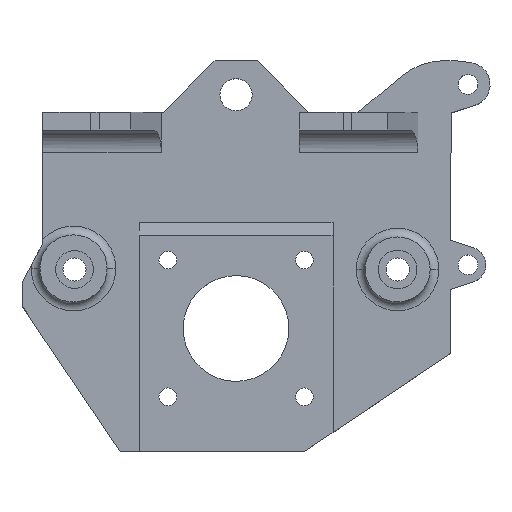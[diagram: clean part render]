
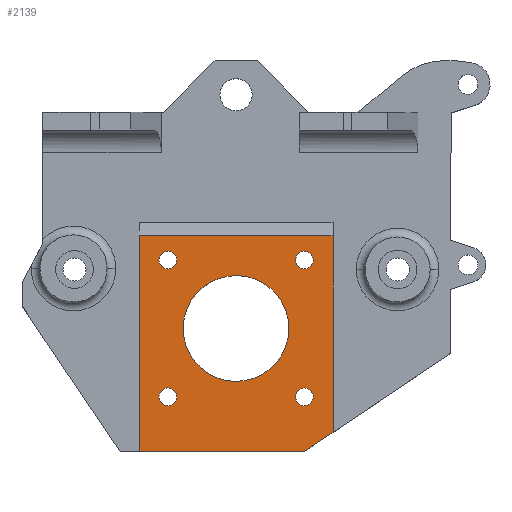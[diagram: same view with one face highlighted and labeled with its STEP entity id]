
A CAD part, top view. The second image highlights one B-rep face of the part: STEP entity #2139.
In plain terms, the highlighted planar face has unit normal (0, 0, 1).
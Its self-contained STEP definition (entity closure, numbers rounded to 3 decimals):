
#70=CARTESIAN_POINT('Vertex',(-19.501,-47.809,14.314)) ;
#73=CARTESIAN_POINT('Line Origine',(-19.501,-23.357,14.314)) ;
#77=CARTESIAN_POINT('Vertex',(-19.501,1.096,14.314)) ;
#118=CARTESIAN_POINT('Line Origine',(2.499,1.096,14.314)) ;
#122=CARTESIAN_POINT('Vertex',(24.499,1.096,14.314)) ;
#239=CARTESIAN_POINT('Axis2P3D Location',(2.499,-19.904,14.314)) ;
#243=CARTESIAN_POINT('Vertex',(-8.032,-25.657,14.314)) ;
#245=CARTESIAN_POINT('Vertex',(13.03,-14.151,14.314)) ;
#274=CARTESIAN_POINT('Axis2P3D Location',(2.499,-19.904,14.314)) ;
#296=CARTESIAN_POINT('Axis2P3D Location',(-13.001,-35.404,14.314)) ;
#300=CARTESIAN_POINT('Vertex',(-15.001,-35.404,14.314)) ;
#302=CARTESIAN_POINT('Vertex',(-11.001,-35.404,14.314)) ;
#331=CARTESIAN_POINT('Axis2P3D Location',(-13.001,-35.404,14.314)) ;
#353=CARTESIAN_POINT('Axis2P3D Location',(17.999,-4.404,14.314)) ;
#357=CARTESIAN_POINT('Vertex',(19.999,-4.404,14.314)) ;
#359=CARTESIAN_POINT('Vertex',(15.999,-4.404,14.314)) ;
#388=CARTESIAN_POINT('Axis2P3D Location',(17.999,-4.404,14.314)) ;
#410=CARTESIAN_POINT('Axis2P3D Location',(-13.001,-4.404,14.314)) ;
#414=CARTESIAN_POINT('Vertex',(-13.001,-2.404,14.314)) ;
#416=CARTESIAN_POINT('Vertex',(-13.001,-6.404,14.314)) ;
#445=CARTESIAN_POINT('Axis2P3D Location',(-13.001,-4.404,14.314)) ;
#467=CARTESIAN_POINT('Axis2P3D Location',(17.999,-35.404,14.314)) ;
#471=CARTESIAN_POINT('Vertex',(15.999,-35.404,14.314)) ;
#473=CARTESIAN_POINT('Vertex',(19.999,-35.404,14.314)) ;
#502=CARTESIAN_POINT('Axis2P3D Location',(17.999,-35.404,14.314)) ;
#2088=CARTESIAN_POINT('Axis2P3D Location',(0.,-3.904,14.314)) ;
#2093=CARTESIAN_POINT('Line Origine',(24.499,-21.192,14.314)) ;
#2097=CARTESIAN_POINT('Vertex',(24.499,-43.479,14.314)) ;
#2100=CARTESIAN_POINT('Line Origine',(-0.711,-47.809,14.314)) ;
#2104=CARTESIAN_POINT('Vertex',(18.08,-47.809,14.314)) ;
#2107=CARTESIAN_POINT('Line Origine',(21.289,-45.644,14.314)) ;
#74=DIRECTION('Vector Direction',(0.,-1.,0.)) ;
#119=DIRECTION('Vector Direction',(1.,0.,0.)) ;
#240=DIRECTION('Axis2P3D Direction',(0.,0.,1.)) ;
#275=DIRECTION('Axis2P3D Direction',(0.,0.,1.)) ;
#297=DIRECTION('Axis2P3D Direction',(0.,0.,1.)) ;
#332=DIRECTION('Axis2P3D Direction',(0.,0.,1.)) ;
#354=DIRECTION('Axis2P3D Direction',(0.,0.,1.)) ;
#389=DIRECTION('Axis2P3D Direction',(0.,0.,1.)) ;
#411=DIRECTION('Axis2P3D Direction',(0.,0.,1.)) ;
#446=DIRECTION('Axis2P3D Direction',(0.,0.,1.)) ;
#468=DIRECTION('Axis2P3D Direction',(0.,0.,1.)) ;
#503=DIRECTION('Axis2P3D Direction',(0.,0.,1.)) ;
#2089=DIRECTION('Axis2P3D Direction',(0.,0.,1.)) ;
#2090=DIRECTION('Axis2P3D XDirection',(1.,0.,0.)) ;
#2094=DIRECTION('Vector Direction',(0.,-1.,0.)) ;
#2101=DIRECTION('Vector Direction',(1.,0.,0.)) ;
#2108=DIRECTION('Vector Direction',(0.829,0.559,0.)) ;
#241=AXIS2_PLACEMENT_3D('Circle Axis2P3D',#239,#240,$) ;
#276=AXIS2_PLACEMENT_3D('Circle Axis2P3D',#274,#275,$) ;
#298=AXIS2_PLACEMENT_3D('Circle Axis2P3D',#296,#297,$) ;
#333=AXIS2_PLACEMENT_3D('Circle Axis2P3D',#331,#332,$) ;
#355=AXIS2_PLACEMENT_3D('Circle Axis2P3D',#353,#354,$) ;
#390=AXIS2_PLACEMENT_3D('Circle Axis2P3D',#388,#389,$) ;
#412=AXIS2_PLACEMENT_3D('Circle Axis2P3D',#410,#411,$) ;
#447=AXIS2_PLACEMENT_3D('Circle Axis2P3D',#445,#446,$) ;
#469=AXIS2_PLACEMENT_3D('Circle Axis2P3D',#467,#468,$) ;
#504=AXIS2_PLACEMENT_3D('Circle Axis2P3D',#502,#503,$) ;
#2091=AXIS2_PLACEMENT_3D('Plane Axis2P3D',#2088,#2089,#2090) ;
#2113=ORIENTED_EDGE('',*,*,#2099,.T.) ;
#2114=ORIENTED_EDGE('',*,*,#124,.F.) ;
#2115=ORIENTED_EDGE('',*,*,#79,.T.) ;
#2116=ORIENTED_EDGE('',*,*,#2106,.T.) ;
#2117=ORIENTED_EDGE('',*,*,#2111,.F.) ;
#2120=ORIENTED_EDGE('',*,*,#247,.F.) ;
#2121=ORIENTED_EDGE('',*,*,#278,.F.) ;
#2124=ORIENTED_EDGE('',*,*,#304,.F.) ;
#2125=ORIENTED_EDGE('',*,*,#335,.F.) ;
#2128=ORIENTED_EDGE('',*,*,#361,.F.) ;
#2129=ORIENTED_EDGE('',*,*,#392,.F.) ;
#2132=ORIENTED_EDGE('',*,*,#418,.F.) ;
#2133=ORIENTED_EDGE('',*,*,#449,.F.) ;
#2136=ORIENTED_EDGE('',*,*,#475,.F.) ;
#2137=ORIENTED_EDGE('',*,*,#506,.F.) ;
#2122=FACE_BOUND('',#2119,.T.) ;
#2126=FACE_BOUND('',#2123,.T.) ;
#2130=FACE_BOUND('',#2127,.T.) ;
#2134=FACE_BOUND('',#2131,.T.) ;
#2138=FACE_BOUND('',#2135,.T.) ;
#75=VECTOR('Line Direction',#74,1.) ;
#120=VECTOR('Line Direction',#119,1.) ;
#2095=VECTOR('Line Direction',#2094,1.) ;
#2102=VECTOR('Line Direction',#2101,1.) ;
#2109=VECTOR('Line Direction',#2108,1.) ;
#2139=ADVANCED_FACE('supoortOK',(#2118,#2122,#2126,#2130,#2134,#2138),#2092,.T.) ;
#242=CIRCLE('generated circle',#241,12.) ;
#277=CIRCLE('generated circle',#276,12.) ;
#299=CIRCLE('generated circle',#298,2.) ;
#334=CIRCLE('generated circle',#333,2.) ;
#356=CIRCLE('generated circle',#355,2.) ;
#391=CIRCLE('generated circle',#390,2.) ;
#413=CIRCLE('generated circle',#412,2.) ;
#448=CIRCLE('generated circle',#447,2.) ;
#470=CIRCLE('generated circle',#469,2.) ;
#505=CIRCLE('generated circle',#504,2.) ;
#79=EDGE_CURVE('',#78,#71,#76,.T.) ;
#124=EDGE_CURVE('',#78,#123,#121,.T.) ;
#247=EDGE_CURVE('',#244,#246,#242,.T.) ;
#278=EDGE_CURVE('',#246,#244,#277,.T.) ;
#304=EDGE_CURVE('',#301,#303,#299,.T.) ;
#335=EDGE_CURVE('',#303,#301,#334,.T.) ;
#361=EDGE_CURVE('',#358,#360,#356,.T.) ;
#392=EDGE_CURVE('',#360,#358,#391,.T.) ;
#418=EDGE_CURVE('',#415,#417,#413,.T.) ;
#449=EDGE_CURVE('',#417,#415,#448,.T.) ;
#475=EDGE_CURVE('',#472,#474,#470,.T.) ;
#506=EDGE_CURVE('',#474,#472,#505,.T.) ;
#2099=EDGE_CURVE('',#2098,#123,#2096,.F.) ;
#2106=EDGE_CURVE('',#71,#2105,#2103,.T.) ;
#2111=EDGE_CURVE('',#2098,#2105,#2110,.F.) ;
#2112=EDGE_LOOP('',(#2113,#2114,#2115,#2116,#2117)) ;
#2119=EDGE_LOOP('',(#2120,#2121)) ;
#2123=EDGE_LOOP('',(#2124,#2125)) ;
#2127=EDGE_LOOP('',(#2128,#2129)) ;
#2131=EDGE_LOOP('',(#2132,#2133)) ;
#2135=EDGE_LOOP('',(#2136,#2137)) ;
#2118=FACE_OUTER_BOUND('',#2112,.T.) ;
#76=LINE('Line',#73,#75) ;
#121=LINE('Line',#118,#120) ;
#2096=LINE('Line',#2093,#2095) ;
#2103=LINE('Line',#2100,#2102) ;
#2110=LINE('Line',#2107,#2109) ;
#2092=PLANE('Plane',#2091) ;
#71=VERTEX_POINT('',#70) ;
#78=VERTEX_POINT('',#77) ;
#123=VERTEX_POINT('',#122) ;
#244=VERTEX_POINT('',#243) ;
#246=VERTEX_POINT('',#245) ;
#301=VERTEX_POINT('',#300) ;
#303=VERTEX_POINT('',#302) ;
#358=VERTEX_POINT('',#357) ;
#360=VERTEX_POINT('',#359) ;
#415=VERTEX_POINT('',#414) ;
#417=VERTEX_POINT('',#416) ;
#472=VERTEX_POINT('',#471) ;
#474=VERTEX_POINT('',#473) ;
#2098=VERTEX_POINT('',#2097) ;
#2105=VERTEX_POINT('',#2104) ;
